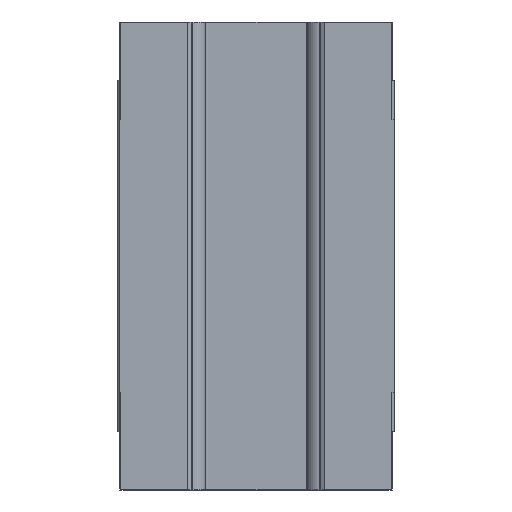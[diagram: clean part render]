
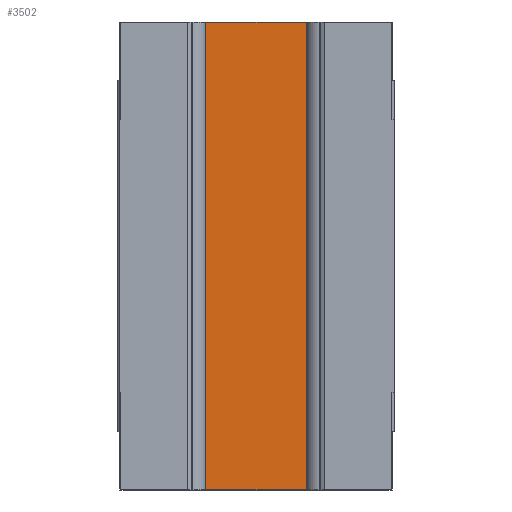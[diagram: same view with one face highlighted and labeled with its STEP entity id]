
A CAD part, front view. The second image highlights one B-rep face of the part: STEP entity #3502.
In plain terms, the highlighted planar face has unit normal (0, -1, 0).
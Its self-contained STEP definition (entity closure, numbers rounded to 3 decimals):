
#453 = ORIENTED_EDGE ( 'NONE', *, *, #13684, .T. ) ;
#564 = ORIENTED_EDGE ( 'NONE', *, *, #13843, .T. ) ;
#700 = ORIENTED_EDGE ( 'NONE', *, *, #13768, .T. ) ;
#1043 = ORIENTED_EDGE ( 'NONE', *, *, #10234, .F. ) ;
#3502 = ADVANCED_FACE ( 'NONE', ( #13406 ), #16831, .F. ) ;
#4236 = DIRECTION ( 'NONE',  ( 0., 0., 1. ) ) ;
#4370 = CARTESIAN_POINT ( 'NONE',  ( 22.5, 10.2, -84.251 ) ) ;
#4386 = CARTESIAN_POINT ( 'NONE',  ( -22.5, 10.2, -84.2 ) ) ;
#4422 = CARTESIAN_POINT ( 'NONE',  ( -22.5, 10.2, -84.251 ) ) ;
#4928 = DIRECTION ( 'NONE',  ( 0., 0., 1. ) ) ;
#5115 = CARTESIAN_POINT ( 'NONE',  ( 22.5, 10.2, 84.2 ) ) ;
#5350 = CARTESIAN_POINT ( 'NONE',  ( -22.5, 10.2, 84.2 ) ) ;
#5545 = CARTESIAN_POINT ( 'NONE',  ( 22.5, 10.2, -84.2 ) ) ;
#5763 = EDGE_LOOP ( 'NONE', ( #700, #564, #453, #1043 ) ) ;
#10234 = EDGE_CURVE ( 'NONE', #12765, #12707, #10586, .T. ) ;
#10558 = VECTOR ( 'NONE', #4928, 1000. ) ;
#10586 = LINE ( 'NONE', #4422, #10558 ) ;
#12707 = VERTEX_POINT ( 'NONE', #5350 ) ;
#12726 = VERTEX_POINT ( 'NONE', #5115 ) ;
#12764 = VERTEX_POINT ( 'NONE', #5545 ) ;
#12765 = VERTEX_POINT ( 'NONE', #4386 ) ;
#13406 = FACE_OUTER_BOUND ( 'NONE', #5763, .T. ) ;
#13684 = EDGE_CURVE ( 'NONE', #12726, #12707, #15491, .T. ) ;
#13768 = EDGE_CURVE ( 'NONE', #12765, #12764, #15312, .T. ) ;
#13843 = EDGE_CURVE ( 'NONE', #12764, #12726, #15466, .T. ) ;
#14416 = DIRECTION ( 'NONE',  ( 1., 0., 0. ) ) ;
#14431 = CARTESIAN_POINT ( 'NONE',  ( -22.5, 10.2, 84.2 ) ) ;
#14513 = DIRECTION ( 'NONE',  ( -1., 0., 0. ) ) ;
#14530 = CARTESIAN_POINT ( 'NONE',  ( -22.5, 10.2, -84.2 ) ) ;
#15211 = VECTOR ( 'NONE', #14513, 1000. ) ;
#15309 = VECTOR ( 'NONE', #4236, 1000. ) ;
#15312 = LINE ( 'NONE', #14530, #15329 ) ;
#15329 = VECTOR ( 'NONE', #14416, 1000. ) ;
#15466 = LINE ( 'NONE', #4370, #15309 ) ;
#15491 = LINE ( 'NONE', #14431, #15211 ) ;
#16134 = AXIS2_PLACEMENT_3D ( 'NONE', #16702, #16771, #16859 ) ;
#16702 = CARTESIAN_POINT ( 'NONE',  ( -22.5, 10.2, -84.251 ) ) ;
#16771 = DIRECTION ( 'NONE',  ( 0., 1., 0. ) ) ;
#16831 = PLANE ( 'NONE',  #16134 ) ;
#16859 = DIRECTION ( 'NONE',  ( 0., 0., 1. ) ) ;
